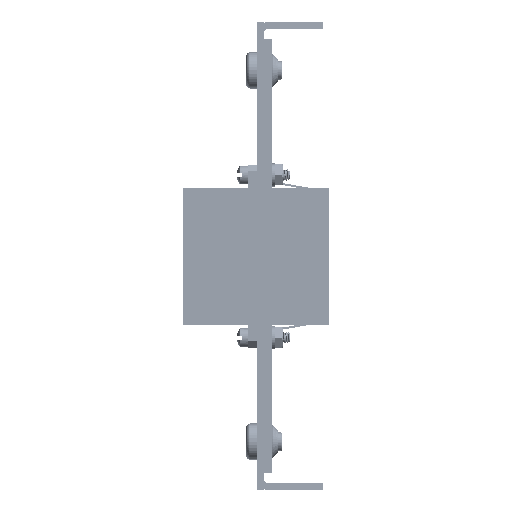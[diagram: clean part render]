
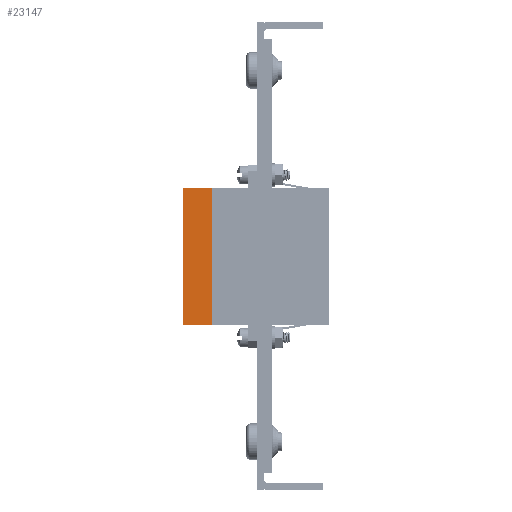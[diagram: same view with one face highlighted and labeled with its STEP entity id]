
A CAD part, left-side view. The second image highlights one B-rep face of the part: STEP entity #23147.
In plain terms, the highlighted face is planar.
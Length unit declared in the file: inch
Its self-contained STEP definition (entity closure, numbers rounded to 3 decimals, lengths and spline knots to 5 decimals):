
#309 = VERTEX_POINT ( 'NONE', #18861 ) ;
#1324 = CARTESIAN_POINT ( 'NONE',  ( 0.5075, -0.33, 0.1825 ) ) ;
#1381 = DIRECTION ( 'NONE',  ( 0., 1., 0. ) ) ;
#1654 = DIRECTION ( 'NONE',  ( 0., 0., -1. ) ) ;
#1904 = CARTESIAN_POINT ( 'NONE',  ( -0.5075, -0.54, 0.1825 ) ) ;
#5231 = CARTESIAN_POINT ( 'NONE',  ( 0.5075, -0.54, 0.1825 ) ) ;
#5540 = LINE ( 'NONE', #10505, #11938 ) ;
#9230 = ORIENTED_EDGE ( 'NONE', *, *, #35329, .T. ) ;
#9887 = ORIENTED_EDGE ( 'NONE', *, *, #18197, .T. ) ;
#9996 = EDGE_LOOP ( 'NONE', ( #15945, #27193, #9887, #9230 ) ) ;
#10505 = CARTESIAN_POINT ( 'NONE',  ( -0.5075, -0.54, 0.1825 ) ) ;
#10529 = LINE ( 'NONE', #24389, #24239 ) ;
#10605 = VECTOR ( 'NONE', #1381, 39.37008 ) ;
#11329 = VECTOR ( 'NONE', #25349, 39.37008 ) ;
#11938 = VECTOR ( 'NONE', #26924, 39.37008 ) ;
#12580 = VERTEX_POINT ( 'NONE', #1324 ) ;
#15945 = ORIENTED_EDGE ( 'NONE', *, *, #16368, .T. ) ;
#16141 = FACE_OUTER_BOUND ( 'NONE', #9996, .T. ) ;
#16368 = EDGE_CURVE ( 'NONE', #12580, #309, #10529, .T. ) ;
#17063 = VERTEX_POINT ( 'NONE', #5231 ) ;
#17256 = AXIS2_PLACEMENT_3D ( 'NONE', #26150, #1654, #20729 ) ;
#17739 = CARTESIAN_POINT ( 'NONE',  ( -0.5075, -0.54, 0.1825 ) ) ;
#18021 = PLANE ( 'NONE',  #17256 ) ;
#18197 = EDGE_CURVE ( 'NONE', #19643, #17063, #5540, .T. ) ;
#18652 = LINE ( 'NONE', #22607, #11329 ) ;
#18791 = EDGE_CURVE ( 'NONE', #19643, #309, #31615, .T. ) ;
#18861 = CARTESIAN_POINT ( 'NONE',  ( -0.5075, -0.33, 0.1825 ) ) ;
#19643 = VERTEX_POINT ( 'NONE', #1904 ) ;
#20729 = DIRECTION ( 'NONE',  ( -1., 0., 0. ) ) ;
#21586 = DIRECTION ( 'NONE',  ( -1., 0., 0. ) ) ;
#22607 = CARTESIAN_POINT ( 'NONE',  ( 0.5075, -0.54, 0.1825 ) ) ;
#23147 = ADVANCED_FACE ( 'NONE', ( #16141 ), #18021, .F. ) ;
#24239 = VECTOR ( 'NONE', #21586, 39.37008 ) ;
#24389 = CARTESIAN_POINT ( 'NONE',  ( 0.5075, -0.33, 0.1825 ) ) ;
#25349 = DIRECTION ( 'NONE',  ( 0., 1., 0. ) ) ;
#26150 = CARTESIAN_POINT ( 'NONE',  ( -0.6825, 0.06, 0.1825 ) ) ;
#26924 = DIRECTION ( 'NONE',  ( 1., 0., 0. ) ) ;
#27193 = ORIENTED_EDGE ( 'NONE', *, *, #18791, .F. ) ;
#31615 = LINE ( 'NONE', #17739, #10605 ) ;
#35329 = EDGE_CURVE ( 'NONE', #17063, #12580, #18652, .T. ) ;
